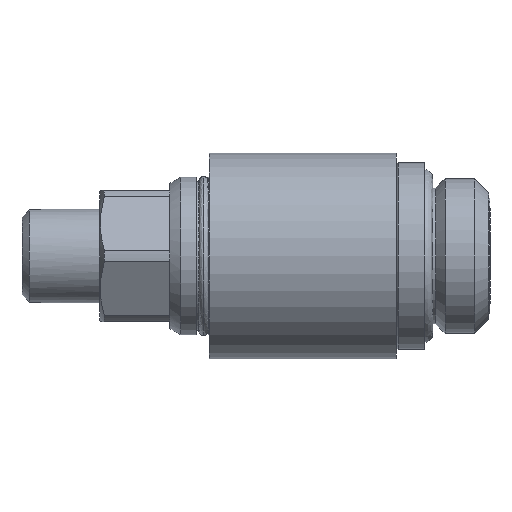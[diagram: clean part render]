
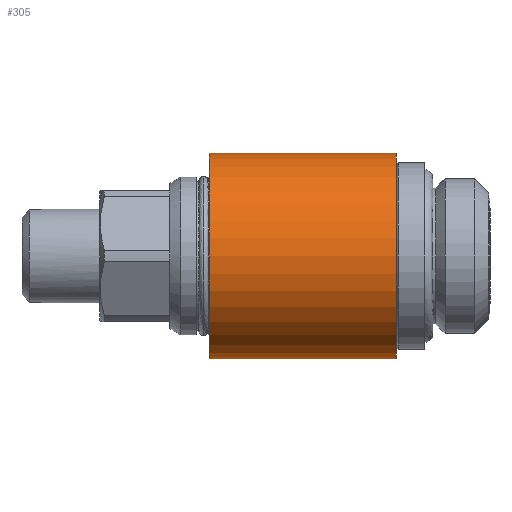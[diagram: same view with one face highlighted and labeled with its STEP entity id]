
A CAD part, left-side view. The second image highlights one B-rep face of the part: STEP entity #305.
In plain terms, the highlighted cylindrical face has radius 11 mm (diameter 22 mm), a full revolution.
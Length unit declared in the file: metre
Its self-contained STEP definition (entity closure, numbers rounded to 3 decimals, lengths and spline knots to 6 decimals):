
#305 = ADVANCED_FACE( 'NONE', ( #630, #631, #632 ), #633, .T. );
#630 = FACE_OUTER_BOUND( '', #1382, .T. );
#631 = FACE_OUTER_BOUND( '', #1383, .T. );
#632 = FACE_BOUND( '', #1384, .T. );
#633 = CYLINDRICAL_SURFACE( '', #1385, 0.011 );
#1382 = EDGE_LOOP( '', ( #2028 ) );
#1383 = EDGE_LOOP( '', ( #2029 ) );
#1384 = EDGE_LOOP( '', ( #2030, #2031 ) );
#1385 = AXIS2_PLACEMENT_3D( '', #2032, #2033, #2034 );
#2028 = ORIENTED_EDGE( '', *, *, #2309, .T. );
#2029 = ORIENTED_EDGE( '', *, *, #2272, .T. );
#2030 = ORIENTED_EDGE( '', *, *, #2345, .T. );
#2031 = ORIENTED_EDGE( '', *, *, #2391, .T. );
#2032 = CARTESIAN_POINT( '', ( 0., 0.036386, 0. ) );
#2033 = DIRECTION( '', ( 0., 1., 0. ) );
#2034 = DIRECTION( '', ( 0., 0., 1. ) );
#2272 = EDGE_CURVE( 'NONE', #2588, #2588, #2589, .T. );
#2309 = EDGE_CURVE( 'NONE', #2645, #2645, #2646, .T. );
#2345 = EDGE_CURVE( 'NONE', #2696, #2697, #2698, .T. );
#2391 = EDGE_CURVE( 'NONE', #2697, #2696, #2767, .T. );
#2588 = VERTEX_POINT( '', #3054 );
#2589 = CIRCLE( '', #3055, 0.011 );
#2645 = VERTEX_POINT( '', #3209 );
#2646 = CIRCLE( '', #3210, 0.011 );
#2696 = VERTEX_POINT( 'NONE', #3332 );
#2697 = VERTEX_POINT( 'NONE', #3333 );
#2698 = B_SPLINE_CURVE_WITH_KNOTS( '', 3, ( #3334, #3335, #3336, #3337, #3338, #3339, #3340, #3341, #3342, #3343, #3344, #3345, #3346, #3347, #3348, #3349, #3350, #3351, #3352, #3353, #3354, #3355, #3356 ), .UNSPECIFIED., .F., .F., ( 4, 1, 1, 1, 1, 1, 1, 1, 1, 1, 1, 1, 1, 1, 1, 1, 1, 1, 1, 1, 4 ), ( 0., 0.015629, 0.031259, 0.062504, 0.124933, 0.187378, 0.249898, 0.31242, 0.37494, 0.437461, 0.49998, 0.562501, 0.625022, 0.687543, 0.750064, 0.812586, 0.87504, 0.937484, 0.96874, 0.984367, 1. ), .UNSPECIFIED. );
#2767 = B_SPLINE_CURVE_WITH_KNOTS( '', 3, ( #3543, #3544, #3545, #3546, #3547, #3548, #3549, #3550, #3551, #3552, #3553, #3554, #3555, #3556, #3557, #3558, #3559, #3560, #3561, #3562, #3563, #3564, #3565 ), .UNSPECIFIED., .F., .F., ( 4, 1, 1, 1, 1, 1, 1, 1, 1, 1, 1, 1, 1, 1, 1, 1, 1, 1, 1, 1, 4 ), ( 0., 0.015629, 0.031259, 0.062504, 0.124933, 0.187377, 0.249898, 0.31242, 0.37494, 0.437461, 0.49998, 0.562501, 0.625023, 0.687544, 0.750065, 0.812587, 0.875041, 0.937484, 0.96874, 0.984367, 1. ), .UNSPECIFIED. );
#3054 = CARTESIAN_POINT( '', ( 0., 0.0303, 0.011 ) );
#3055 = AXIS2_PLACEMENT_3D( '', #3860, #3861, #3862 );
#3209 = CARTESIAN_POINT( '', ( 0., 0.0103, 0.011 ) );
#3210 = AXIS2_PLACEMENT_3D( '', #3903, #3904, #3905 );
#3332 = CARTESIAN_POINT( '', ( 0.009092, 0.022209, 0.006192 ) );
#3333 = CARTESIAN_POINT( '', ( 0.009093, 0.023407, -0.00619 ) );
#3334 = CARTESIAN_POINT( '', ( 0.009092, 0.022209, 0.006192 ) );
#3335 = CARTESIAN_POINT( '', ( 0.009087, 0.022315, 0.0062 ) );
#3336 = CARTESIAN_POINT( '', ( 0.009076, 0.022527, 0.006215 ) );
#3337 = CARTESIAN_POINT( '', ( 0.009072, 0.022952, 0.006221 ) );
#3338 = CARTESIAN_POINT( '', ( 0.009099, 0.023694, 0.006182 ) );
#3339 = CARTESIAN_POINT( '', ( 0.009238, 0.024735, 0.005976 ) );
#3340 = CARTESIAN_POINT( '', ( 0.009527, 0.025893, 0.005512 ) );
#3341 = CARTESIAN_POINT( '', ( 0.009885, 0.02693, 0.00485 ) );
#3342 = CARTESIAN_POINT( '', ( 0.010259, 0.027821, 0.004009 ) );
#3343 = CARTESIAN_POINT( '', ( 0.010602, 0.028539, 0.003004 ) );
#3344 = CARTESIAN_POINT( '', ( 0.010865, 0.02905, 0.001856 ) );
#3345 = CARTESIAN_POINT( '', ( 0.011008, 0.029315, 0.000605 ) );
#3346 = CARTESIAN_POINT( '', ( 0.011004, 0.029307, -0.000682 ) );
#3347 = CARTESIAN_POINT( '', ( 0.010853, 0.029026, -0.001928 ) );
#3348 = CARTESIAN_POINT( '', ( 0.010583, 0.028502, -0.003068 ) );
#3349 = CARTESIAN_POINT( '', ( 0.010237, 0.027772, -0.004065 ) );
#3350 = CARTESIAN_POINT( '', ( 0.009863, 0.026872, -0.004895 ) );
#3351 = CARTESIAN_POINT( '', ( 0.009507, 0.025828, -0.005545 ) );
#3352 = CARTESIAN_POINT( '', ( 0.009272, 0.024856, -0.005921 ) );
#3353 = CARTESIAN_POINT( '', ( 0.00916, 0.02414, -0.006091 ) );
#3354 = CARTESIAN_POINT( '', ( 0.009116, 0.023723, -0.006157 ) );
#3355 = CARTESIAN_POINT( '', ( 0.009101, 0.023512, -0.006179 ) );
#3356 = CARTESIAN_POINT( '', ( 0.009093, 0.023407, -0.00619 ) );
#3543 = CARTESIAN_POINT( '', ( 0.009093, 0.023407, -0.00619 ) );
#3544 = CARTESIAN_POINT( '', ( 0.009087, 0.023301, -0.006198 ) );
#3545 = CARTESIAN_POINT( '', ( 0.009076, 0.023089, -0.006215 ) );
#3546 = CARTESIAN_POINT( '', ( 0.009072, 0.022663, -0.006221 ) );
#3547 = CARTESIAN_POINT( '', ( 0.009097, 0.02192, -0.006184 ) );
#3548 = CARTESIAN_POINT( '', ( 0.009236, 0.020877, -0.00598 ) );
#3549 = CARTESIAN_POINT( '', ( 0.009524, 0.019716, -0.005516 ) );
#3550 = CARTESIAN_POINT( '', ( 0.009882, 0.018676, -0.004855 ) );
#3551 = CARTESIAN_POINT( '', ( 0.010258, 0.017783, -0.004014 ) );
#3552 = CARTESIAN_POINT( '', ( 0.010601, 0.017063, -0.003007 ) );
#3553 = CARTESIAN_POINT( '', ( 0.010865, 0.01655, -0.001858 ) );
#3554 = CARTESIAN_POINT( '', ( 0.011008, 0.016285, -0.000605 ) );
#3555 = CARTESIAN_POINT( '', ( 0.011004, 0.016293, 0.000684 ) );
#3556 = CARTESIAN_POINT( '', ( 0.010852, 0.016575, 0.001932 ) );
#3557 = CARTESIAN_POINT( '', ( 0.010582, 0.017101, 0.003074 ) );
#3558 = CARTESIAN_POINT( '', ( 0.010235, 0.017833, 0.00407 ) );
#3559 = CARTESIAN_POINT( '', ( 0.00986, 0.018736, 0.004901 ) );
#3560 = CARTESIAN_POINT( '', ( 0.009504, 0.019783, 0.00555 ) );
#3561 = CARTESIAN_POINT( '', ( 0.009269, 0.020757, 0.005926 ) );
#3562 = CARTESIAN_POINT( '', ( 0.009158, 0.021475, 0.006094 ) );
#3563 = CARTESIAN_POINT( '', ( 0.009114, 0.021893, 0.006159 ) );
#3564 = CARTESIAN_POINT( '', ( 0.009099, 0.022104, 0.006181 ) );
#3565 = CARTESIAN_POINT( '', ( 0.009092, 0.022209, 0.006192 ) );
#3860 = CARTESIAN_POINT( '', ( 0., 0.0303, 0. ) );
#3861 = DIRECTION( '', ( 0., -1., 0. ) );
#3862 = DIRECTION( '', ( 0., 0., 1. ) );
#3903 = CARTESIAN_POINT( '', ( 0., 0.0103, 0. ) );
#3904 = DIRECTION( '', ( 0., 1., 0. ) );
#3905 = DIRECTION( '', ( 0., 0., 1. ) );
